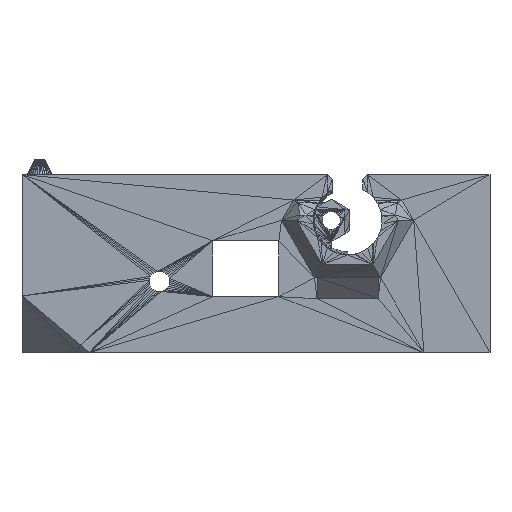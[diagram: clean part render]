
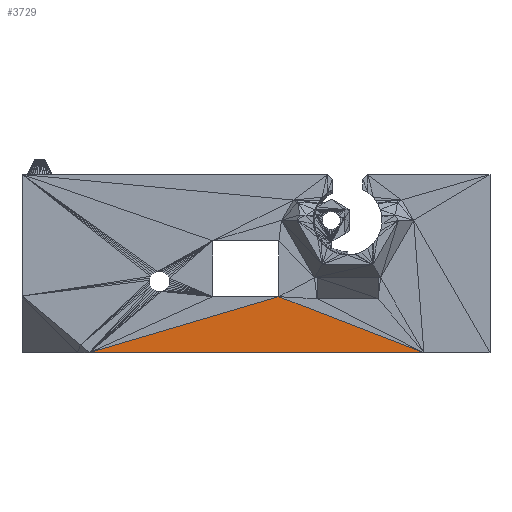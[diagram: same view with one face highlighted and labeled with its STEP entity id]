
A CAD part, left-side view. The second image highlights one B-rep face of the part: STEP entity #3729.
In plain terms, the highlighted planar face has unit normal (-1, 0, 0).
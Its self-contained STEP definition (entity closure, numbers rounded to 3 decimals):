
#1885 = DIRECTION ( 'NONE',  ( 0., 0.933, 0.36 ) ) ;
#3729 = ADVANCED_FACE ( 'NONE', ( #64511 ), #46473, .T. ) ;
#12631 = DIRECTION ( 'NONE',  ( 0., 0.959, -0.283 ) ) ;
#17740 = CARTESIAN_POINT ( 'NONE',  ( 0., 78.774, 0. ) ) ;
#21184 = VECTOR ( 'NONE', #12631, 1000. ) ;
#22789 = ORIENTED_EDGE ( 'NONE', *, *, #118536, .T. ) ;
#23061 = VECTOR ( 'NONE', #1885, 1000. ) ;
#41069 = AXIS2_PLACEMENT_3D ( 'NONE', #54790, #45253, #73530 ) ;
#45253 = DIRECTION ( 'NONE',  ( -1., 0., 0. ) ) ;
#46473 = PLANE ( 'NONE',  #41069 ) ;
#47489 = VECTOR ( 'NONE', #60813, 1000. ) ;
#48246 = VERTEX_POINT ( 'NONE', #92054 ) ;
#50388 = ORIENTED_EDGE ( 'NONE', *, *, #65470, .F. ) ;
#51279 = CARTESIAN_POINT ( 'NONE',  ( 0., 13., 0. ) ) ;
#54790 = CARTESIAN_POINT ( 'NONE',  ( 0., 0., 0. ) ) ;
#58702 = EDGE_CURVE ( 'NONE', #96168, #48246, #97625, .T. ) ;
#59587 = CARTESIAN_POINT ( 'NONE',  ( 0., 41.5, 11. ) ) ;
#60813 = DIRECTION ( 'NONE',  ( 0., 1., 0. ) ) ;
#64511 = FACE_OUTER_BOUND ( 'NONE', #108842, .T. ) ;
#65358 = CARTESIAN_POINT ( 'NONE',  ( 0., 13., 0. ) ) ;
#65470 = EDGE_CURVE ( 'NONE', #96168, #95574, #78763, .T. ) ;
#73530 = DIRECTION ( 'NONE',  ( 0., 0., 1. ) ) ;
#78763 = LINE ( 'NONE', #51279, #47489 ) ;
#82176 = LINE ( 'NONE', #59587, #21184 ) ;
#92054 = CARTESIAN_POINT ( 'NONE',  ( 0., 41.5, 11. ) ) ;
#95504 = CARTESIAN_POINT ( 'NONE',  ( 0., 13., 0. ) ) ;
#95574 = VERTEX_POINT ( 'NONE', #17740 ) ;
#96168 = VERTEX_POINT ( 'NONE', #65358 ) ;
#97625 = LINE ( 'NONE', #95504, #23061 ) ;
#106967 = ORIENTED_EDGE ( 'NONE', *, *, #58702, .T. ) ;
#108842 = EDGE_LOOP ( 'NONE', ( #50388, #106967, #22789 ) ) ;
#118536 = EDGE_CURVE ( 'NONE', #48246, #95574, #82176, .T. ) ;
